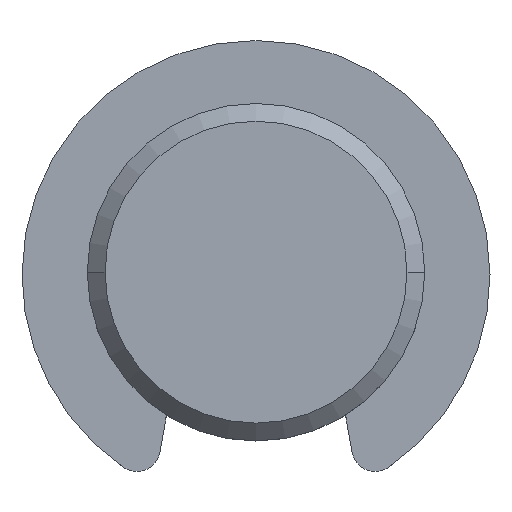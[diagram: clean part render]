
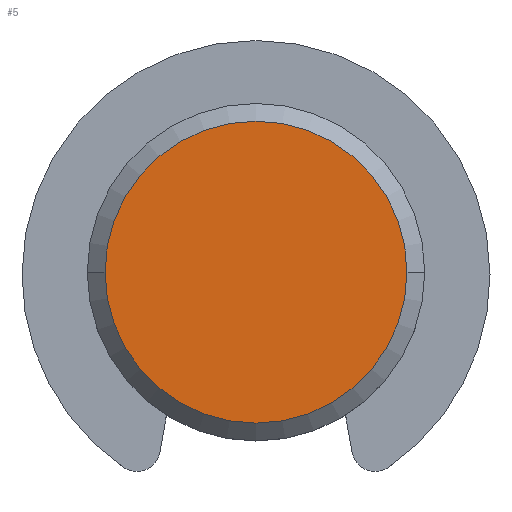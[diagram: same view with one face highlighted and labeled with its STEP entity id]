
A CAD part, top view. The second image highlights one B-rep face of the part: STEP entity #5.
In plain terms, the highlighted planar face has unit normal (0, 0, 1).
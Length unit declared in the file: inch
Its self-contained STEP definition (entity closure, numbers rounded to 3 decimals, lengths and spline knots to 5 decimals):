
#5 = ADVANCED_FACE ( 'NONE', ( #554 ), #1181, .T. ) ;
#43 = AXIS2_PLACEMENT_3D ( 'NONE', #965, #1045, #999 ) ;
#104 = EDGE_CURVE ( 'NONE', #439, #184, #606, .T. ) ;
#105 = AXIS2_PLACEMENT_3D ( 'NONE', #1179, #1176, #1178 ) ;
#113 = AXIS2_PLACEMENT_3D ( 'NONE', #950, #951, #945 ) ;
#184 = VERTEX_POINT ( 'NONE', #897 ) ;
#240 = CARTESIAN_POINT ( 'NONE',  ( -0.17, 0., 0.85 ) ) ;
#356 = EDGE_CURVE ( 'NONE', #184, #439, #686, .T. ) ;
#439 = VERTEX_POINT ( 'NONE', #240 ) ;
#490 = EDGE_LOOP ( 'NONE', ( #1094, #1076 ) ) ;
#554 = FACE_OUTER_BOUND ( 'NONE', #490, .T. ) ;
#606 = CIRCLE ( 'NONE', #113, 0.17 ) ;
#686 = CIRCLE ( 'NONE', #43, 0.17 ) ;
#897 = CARTESIAN_POINT ( 'NONE',  ( 0.17, 0., 0.85 ) ) ;
#945 = DIRECTION ( 'NONE',  ( 1., 0., 0. ) ) ;
#950 = CARTESIAN_POINT ( 'NONE',  ( 0., 0., 0.85 ) ) ;
#951 = DIRECTION ( 'NONE',  ( 0., 0., 1. ) ) ;
#965 = CARTESIAN_POINT ( 'NONE',  ( 0., 0., 0.85 ) ) ;
#999 = DIRECTION ( 'NONE',  ( 1., 0., 0. ) ) ;
#1045 = DIRECTION ( 'NONE',  ( 0., 0., 1. ) ) ;
#1076 = ORIENTED_EDGE ( 'NONE', *, *, #356, .T. ) ;
#1094 = ORIENTED_EDGE ( 'NONE', *, *, #104, .T. ) ;
#1176 = DIRECTION ( 'NONE',  ( 0., 0., 1. ) ) ;
#1178 = DIRECTION ( 'NONE',  ( 1., 0., 0. ) ) ;
#1179 = CARTESIAN_POINT ( 'NONE',  ( 0., 0., 0.85 ) ) ;
#1181 = PLANE ( 'NONE',  #105 ) ;
